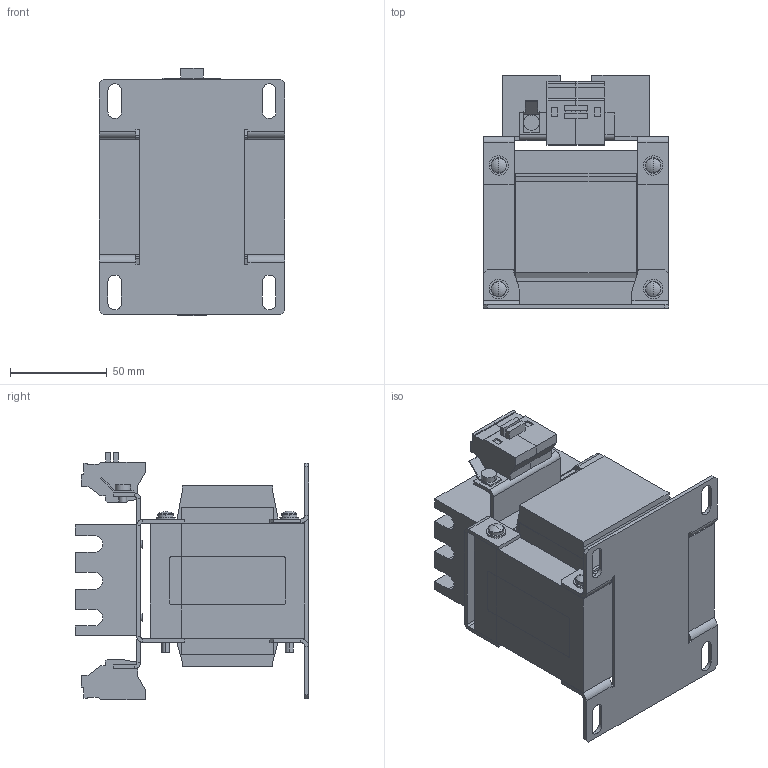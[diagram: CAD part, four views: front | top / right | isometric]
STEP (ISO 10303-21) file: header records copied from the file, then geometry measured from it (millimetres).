
FILE_DESCRIPTION (( 'STEP AP214' ), '1' );
FILE_NAME ('764162.STEP', '2023-08-22T06:42:12', ( '' ), ( '' ), 'SwSTEP 2.0', 'SolidWorks 2018', '' );
FILE_SCHEMA (( 'AUTOMOTIVE_DESIGN' ));
Length unit declared in the file: millimetre
Products named in the file (1): 764162
Bounding box: 96.15 x 120.75 x 128 mm (x, y, z)
Volume: 722433.7 mm3; surface area: 128701.1 mm2
Topology: 1 solids, 1 shells, 519 faces, 1350 edges, 853 vertices
Faces by surface type: plane 393, cylinder 110, sphere 8, torus 8
Entity records: 15710 total; most frequent: CARTESIAN_POINT 2723, ORIENTED_EDGE 2700, DIRECTION 2646, EDGE_CURVE 1350, LINE 1094, VECTOR 1094, VERTEX_POINT 853, AXIS2_PLACEMENT_3D 776
